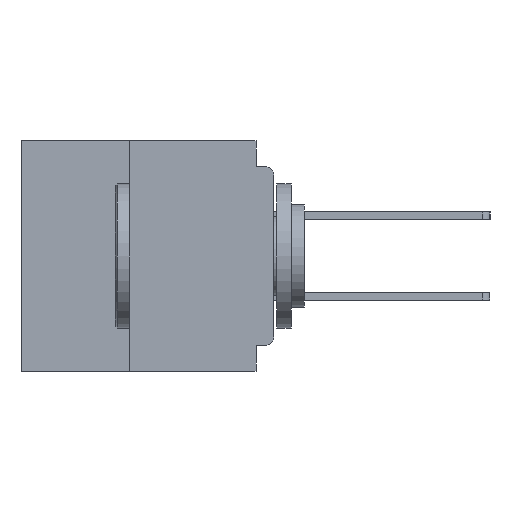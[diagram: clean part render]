
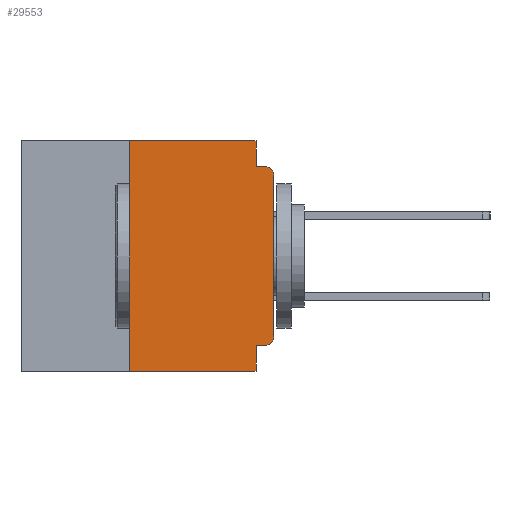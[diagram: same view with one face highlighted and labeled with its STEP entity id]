
A CAD part, left-side view. The second image highlights one B-rep face of the part: STEP entity #29553.
In plain terms, the highlighted planar face has unit normal (-1, 0, 0).
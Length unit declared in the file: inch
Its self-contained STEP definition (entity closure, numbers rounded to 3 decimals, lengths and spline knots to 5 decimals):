
#323 = VECTOR ( 'NONE', #10881, 39.37008 ) ;
#339 = LINE ( 'NONE', #23511, #32523 ) ;
#595 = DIRECTION ( 'NONE',  ( 0., -1., 0. ) ) ;
#1473 = DIRECTION ( 'NONE',  ( 0., 0., -1. ) ) ;
#1649 = LINE ( 'NONE', #6594, #31937 ) ;
#1990 = EDGE_CURVE ( 'NONE', #33212, #13903, #4806, .T. ) ;
#2331 = CARTESIAN_POINT ( 'NONE',  ( 0., 0.031, 0. ) ) ;
#3660 = LINE ( 'NONE', #37874, #25982 ) ;
#3813 = VERTEX_POINT ( 'NONE', #10048 ) ;
#4282 = AXIS2_PLACEMENT_3D ( 'NONE', #31397, #28390, #19382 ) ;
#4603 = CARTESIAN_POINT ( 'NONE',  ( 0., 0.25, -0.4 ) ) ;
#4806 = CIRCLE ( 'NONE', #34105, 0.015 ) ;
#4997 = EDGE_CURVE ( 'NONE', #3813, #32254, #36678, .T. ) ;
#5402 = DIRECTION ( 'NONE',  ( 0., -1., 0. ) ) ;
#5493 = DIRECTION ( 'NONE',  ( 0., 0., -1. ) ) ;
#5495 = CARTESIAN_POINT ( 'NONE',  ( 0., 0.031, -0.355 ) ) ;
#5509 = EDGE_CURVE ( 'NONE', #14354, #8539, #3660, .T. ) ;
#5584 = DIRECTION ( 'NONE',  ( -1., 0., 0. ) ) ;
#5591 = CARTESIAN_POINT ( 'NONE',  ( 0., 0.015, -0.34 ) ) ;
#5728 = ORIENTED_EDGE ( 'NONE', *, *, #4997, .T. ) ;
#6265 = AXIS2_PLACEMENT_3D ( 'NONE', #5591, #5584, #5493 ) ;
#6399 = VERTEX_POINT ( 'NONE', #13892 ) ;
#6594 = CARTESIAN_POINT ( 'NONE',  ( 0., 0., -0.355 ) ) ;
#8454 = LINE ( 'NONE', #28870, #323 ) ;
#8539 = VERTEX_POINT ( 'NONE', #20751 ) ;
#9463 = CARTESIAN_POINT ( 'NONE',  ( 0., 0., -0.34 ) ) ;
#9635 = DIRECTION ( 'NONE',  ( 0., 1., 0. ) ) ;
#10048 = CARTESIAN_POINT ( 'NONE',  ( 0., 0.015, -0.355 ) ) ;
#10482 = EDGE_CURVE ( 'NONE', #3813, #32045, #1649, .T. ) ;
#10881 = DIRECTION ( 'NONE',  ( 0., -1., 0. ) ) ;
#11267 = LINE ( 'NONE', #32508, #18364 ) ;
#11932 = DIRECTION ( 'NONE',  ( 0., 0., -1. ) ) ;
#12061 = DIRECTION ( 'NONE',  ( -1., 0., 0. ) ) ;
#13892 = CARTESIAN_POINT ( 'NONE',  ( 0., 0.031, -0.045 ) ) ;
#13903 = VERTEX_POINT ( 'NONE', #38519 ) ;
#14059 = DIRECTION ( 'NONE',  ( 0., 0., -1. ) ) ;
#14354 = VERTEX_POINT ( 'NONE', #4603 ) ;
#14372 = FACE_OUTER_BOUND ( 'NONE', #19244, .T. ) ;
#15020 = EDGE_CURVE ( 'NONE', #6399, #13903, #8454, .T. ) ;
#15238 = ORIENTED_EDGE ( 'NONE', *, *, #15020, .F. ) ;
#15899 = VECTOR ( 'NONE', #1473, 39.37008 ) ;
#16320 = PLANE ( 'NONE',  #4282 ) ;
#16847 = LINE ( 'NONE', #37544, #15899 ) ;
#17213 = ORIENTED_EDGE ( 'NONE', *, *, #21787, .T. ) ;
#18364 = VECTOR ( 'NONE', #23561, 39.37008 ) ;
#18468 = EDGE_CURVE ( 'NONE', #32254, #33212, #11267, .T. ) ;
#19244 = EDGE_LOOP ( 'NONE', ( #32551, #23533, #15238, #36043, #25488, #38557, #17213, #29160, #20667, #5728 ) ) ;
#19382 = DIRECTION ( 'NONE',  ( 0., 0., -1. ) ) ;
#20667 = ORIENTED_EDGE ( 'NONE', *, *, #10482, .F. ) ;
#20751 = CARTESIAN_POINT ( 'NONE',  ( 0., 0.25, 0. ) ) ;
#21787 = EDGE_CURVE ( 'NONE', #14354, #34240, #339, .T. ) ;
#23141 = CARTESIAN_POINT ( 'NONE',  ( 0., 0., -0.06 ) ) ;
#23511 = CARTESIAN_POINT ( 'NONE',  ( 0., 0.437, -0.4 ) ) ;
#23533 = ORIENTED_EDGE ( 'NONE', *, *, #1990, .T. ) ;
#23561 = DIRECTION ( 'NONE',  ( 0., 0., 1. ) ) ;
#25439 = CARTESIAN_POINT ( 'NONE',  ( 0., 0.015, -0.06 ) ) ;
#25488 = ORIENTED_EDGE ( 'NONE', *, *, #35481, .F. ) ;
#25982 = VECTOR ( 'NONE', #38975, 39.37008 ) ;
#26007 = VECTOR ( 'NONE', #14059, 39.37008 ) ;
#26960 = LINE ( 'NONE', #37918, #26007 ) ;
#27942 = EDGE_CURVE ( 'NONE', #32045, #34240, #16847, .T. ) ;
#28390 = DIRECTION ( 'NONE',  ( 1., 0., 0. ) ) ;
#28870 = CARTESIAN_POINT ( 'NONE',  ( 0., 0., -0.045 ) ) ;
#29160 = ORIENTED_EDGE ( 'NONE', *, *, #27942, .F. ) ;
#29553 = ADVANCED_FACE ( 'NONE', ( #14372 ), #16320, .F. ) ;
#30949 = VERTEX_POINT ( 'NONE', #2331 ) ;
#31397 = CARTESIAN_POINT ( 'NONE',  ( 0., 0.437, 0. ) ) ;
#31937 = VECTOR ( 'NONE', #9635, 39.37008 ) ;
#32003 = LINE ( 'NONE', #33609, #37041 ) ;
#32045 = VERTEX_POINT ( 'NONE', #5495 ) ;
#32254 = VERTEX_POINT ( 'NONE', #9463 ) ;
#32508 = CARTESIAN_POINT ( 'NONE',  ( 0., 0., 0. ) ) ;
#32523 = VECTOR ( 'NONE', #5402, 39.37008 ) ;
#32551 = ORIENTED_EDGE ( 'NONE', *, *, #18468, .T. ) ;
#33212 = VERTEX_POINT ( 'NONE', #23141 ) ;
#33609 = CARTESIAN_POINT ( 'NONE',  ( 0., 0.437, 0. ) ) ;
#33819 = CARTESIAN_POINT ( 'NONE',  ( 0., 0.031, -0.4 ) ) ;
#34105 = AXIS2_PLACEMENT_3D ( 'NONE', #25439, #12061, #11932 ) ;
#34240 = VERTEX_POINT ( 'NONE', #33819 ) ;
#34511 = EDGE_CURVE ( 'NONE', #30949, #6399, #26960, .T. ) ;
#35481 = EDGE_CURVE ( 'NONE', #8539, #30949, #32003, .T. ) ;
#36043 = ORIENTED_EDGE ( 'NONE', *, *, #34511, .F. ) ;
#36678 = CIRCLE ( 'NONE', #6265, 0.015 ) ;
#37041 = VECTOR ( 'NONE', #595, 39.37008 ) ;
#37544 = CARTESIAN_POINT ( 'NONE',  ( 0., 0.031, -0.4 ) ) ;
#37874 = CARTESIAN_POINT ( 'NONE',  ( 0., 0.25, -0.4 ) ) ;
#37918 = CARTESIAN_POINT ( 'NONE',  ( 0., 0.031, 0. ) ) ;
#38519 = CARTESIAN_POINT ( 'NONE',  ( 0., 0.015, -0.045 ) ) ;
#38557 = ORIENTED_EDGE ( 'NONE', *, *, #5509, .F. ) ;
#38975 = DIRECTION ( 'NONE',  ( 0., 0., 1. ) ) ;
